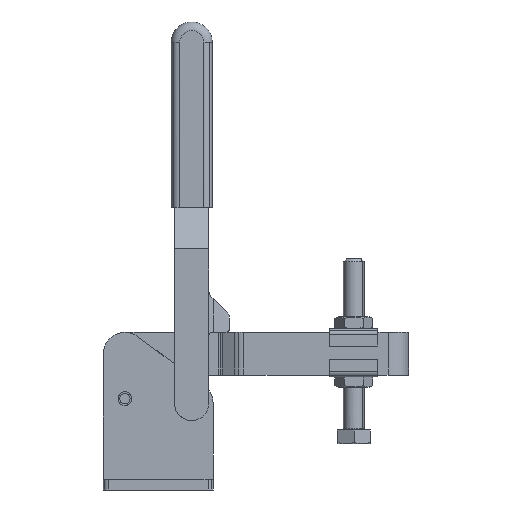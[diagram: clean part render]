
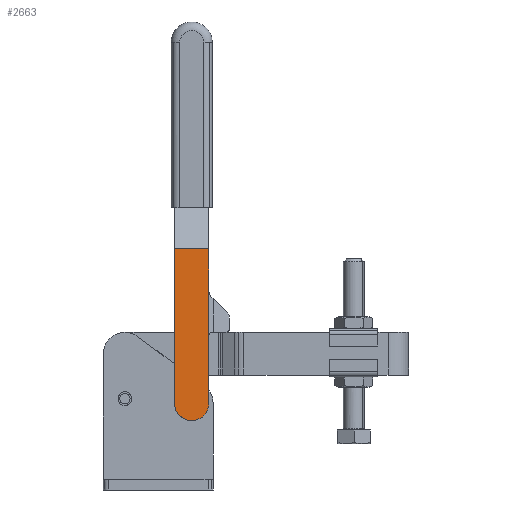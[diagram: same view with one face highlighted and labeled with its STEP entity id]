
A CAD part, front view. The second image highlights one B-rep face of the part: STEP entity #2663.
In plain terms, the highlighted planar face has unit normal (0, -1, 0).
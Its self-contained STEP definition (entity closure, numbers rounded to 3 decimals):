
#2629=AXIS2_PLACEMENT_3D('Plane Axis2P3D',#2626,#2627,#2628) ;
#2155=CARTESIAN_POINT('Vertex',(-929.371,150.717,42.62)) ;
#2158=CARTESIAN_POINT('Line Origine',(-929.371,150.717,-2.442)) ;
#2162=CARTESIAN_POINT('Vertex',(-929.371,150.717,-47.503)) ;
#2299=CARTESIAN_POINT('Vertex',(-949.371,150.717,-47.503)) ;
#2302=CARTESIAN_POINT('Line Origine',(-949.371,150.717,-2.442)) ;
#2306=CARTESIAN_POINT('Vertex',(-949.371,150.717,42.62)) ;
#2614=CARTESIAN_POINT('Line Origine',(-939.371,150.717,42.62)) ;
#2626=CARTESIAN_POINT('Axis2P3D Location',(-935.371,150.717,28.997)) ;
#2632=CARTESIAN_POINT('Control Point',(-929.371,150.717,-47.503)) ;
#2633=CARTESIAN_POINT('Control Point',(-929.371,150.717,-48.432)) ;
#2634=CARTESIAN_POINT('Control Point',(-929.479,150.717,-49.362)) ;
#2635=CARTESIAN_POINT('Control Point',(-929.695,150.717,-50.274)) ;
#2636=CARTESIAN_POINT('Control Point',(-930.335,150.717,-52.033)) ;
#2637=CARTESIAN_POINT('Control Point',(-931.361,150.717,-53.598)) ;
#2638=CARTESIAN_POINT('Control Point',(-931.963,150.717,-54.317)) ;
#2639=CARTESIAN_POINT('Control Point',(-933.324,150.717,-55.602)) ;
#2640=CARTESIAN_POINT('Control Point',(-934.943,150.717,-56.541)) ;
#2641=CARTESIAN_POINT('Control Point',(-935.804,150.717,-56.914)) ;
#2642=CARTESIAN_POINT('Control Point',(-937.596,150.717,-57.453)) ;
#2643=CARTESIAN_POINT('Control Point',(-939.464,150.717,-57.567)) ;
#2644=CARTESIAN_POINT('Control Point',(-940.4,150.717,-57.515)) ;
#2645=CARTESIAN_POINT('Control Point',(-942.244,150.717,-57.194)) ;
#2646=CARTESIAN_POINT('Control Point',(-943.965,150.717,-56.458)) ;
#2647=CARTESIAN_POINT('Control Point',(-944.779,150.717,-55.991)) ;
#2648=CARTESIAN_POINT('Control Point',(-946.283,150.717,-54.878)) ;
#2649=CARTESIAN_POINT('Control Point',(-947.492,150.717,-53.449)) ;
#2650=CARTESIAN_POINT('Control Point',(-948.01,150.717,-52.667)) ;
#2651=CARTESIAN_POINT('Control Point',(-948.754,150.717,-51.198)) ;
#2652=CARTESIAN_POINT('Control Point',(-949.184,150.717,-49.613)) ;
#2653=CARTESIAN_POINT('Control Point',(-949.308,150.717,-48.915)) ;
#2654=CARTESIAN_POINT('Control Point',(-949.371,150.717,-48.209)) ;
#2655=CARTESIAN_POINT('Control Point',(-949.371,150.717,-47.503)) ;
#2159=DIRECTION('Vector Direction',(0.,0.,-1.)) ;
#2303=DIRECTION('Vector Direction',(0.,0.,1.)) ;
#2615=DIRECTION('Vector Direction',(-1.,0.,0.)) ;
#2627=DIRECTION('Axis2P3D Direction',(0.,-1.,0.)) ;
#2628=DIRECTION('Axis2P3D XDirection',(1.,0.,0.)) ;
#2160=VECTOR('Line Direction',#2159,1.) ;
#2304=VECTOR('Line Direction',#2303,1.) ;
#2616=VECTOR('Line Direction',#2615,1.) ;
#2658=ORIENTED_EDGE('',*,*,#2164,.F.) ;
#2659=ORIENTED_EDGE('',*,*,#2618,.T.) ;
#2660=ORIENTED_EDGE('',*,*,#2308,.F.) ;
#2661=ORIENTED_EDGE('',*,*,#2656,.F.) ;
#2663=ADVANCED_FACE('VERTIKALSPANNER_TS_V_545_UB_357867',(#2662),#2630,.T.) ;
#2631=B_SPLINE_CURVE_WITH_KNOTS('',5,(#2632,#2633,#2634,#2635,#2636,#2637,#2638,#2639,#2640,#2641,#2642,#2643,#2644,#2645,#2646,#2647,#2648,#2649,#2650,#2651,#2652,#2653,#2654,#2655),.UNSPECIFIED.,.F.,.U.,(6,3,3,3,3,3,3,6),(0.,6.573,13.145,19.718,26.29,32.863,39.436,44.428),.UNSPECIFIED.) ;
#2164=EDGE_CURVE('',#2156,#2163,#2161,.T.) ;
#2308=EDGE_CURVE('',#2300,#2307,#2305,.T.) ;
#2618=EDGE_CURVE('',#2156,#2307,#2617,.T.) ;
#2656=EDGE_CURVE('',#2163,#2300,#2631,.T.) ;
#2657=EDGE_LOOP('',(#2658,#2659,#2660,#2661)) ;
#2662=FACE_OUTER_BOUND('',#2657,.T.) ;
#2161=LINE('Line',#2158,#2160) ;
#2305=LINE('Line',#2302,#2304) ;
#2617=LINE('Line',#2614,#2616) ;
#2630=PLANE('Plane',#2629) ;
#2156=VERTEX_POINT('',#2155) ;
#2163=VERTEX_POINT('',#2162) ;
#2300=VERTEX_POINT('',#2299) ;
#2307=VERTEX_POINT('',#2306) ;
